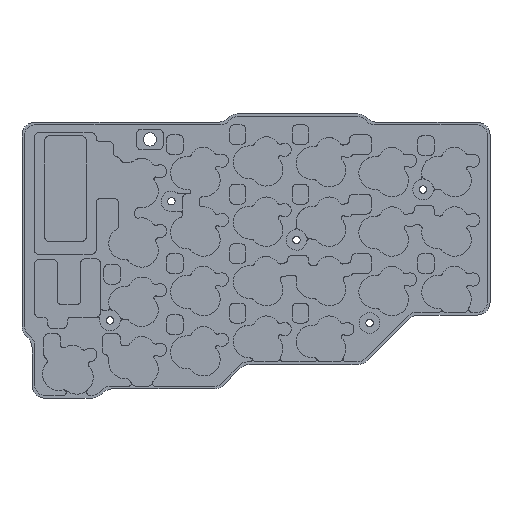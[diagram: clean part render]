
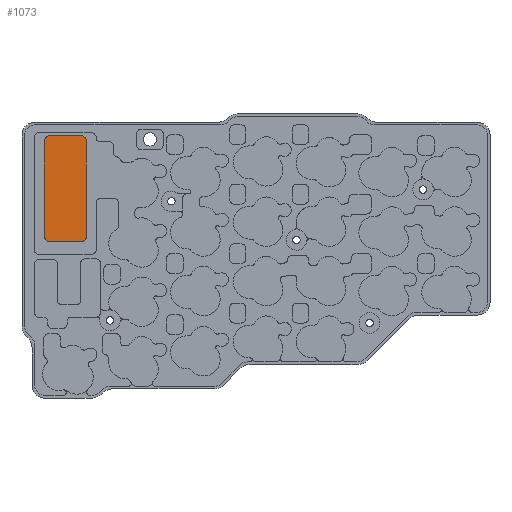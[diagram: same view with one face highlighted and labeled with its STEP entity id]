
A CAD part, top view. The second image highlights one B-rep face of the part: STEP entity #1073.
In plain terms, the highlighted planar face has unit normal (0, 0, 1).
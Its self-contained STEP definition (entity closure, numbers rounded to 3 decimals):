
#998=CARTESIAN_POINT('',(0.,0.,-2.6));
#999=DIRECTION('',(0.,0.,1.));
#1000=DIRECTION('',(1.,0.,0.));
#1001=AXIS2_PLACEMENT_3D('',#998,#999,#1000);
#1002=PLANE('',#1001);
#1003=CARTESIAN_POINT('',(-1.517,-39.055,-2.6));
#1004=VERTEX_POINT('',#1003);
#1005=CARTESIAN_POINT('',(-3.017,-40.555,-2.6));
#1006=VERTEX_POINT('',#1005);
#1007=CARTESIAN_POINT('',(-1.517,-40.555,-2.6));
#1008=DIRECTION('',(0.,0.,1.));
#1009=DIRECTION('',(1.,0.,-0.));
#1010=AXIS2_PLACEMENT_3D('',#1007,#1008,#1009);
#1011=CIRCLE('',#1010,1.5);
#1012=EDGE_CURVE('',#1004,#1006,#1011,.T.);
#1013=ORIENTED_EDGE('',*,*,#1012,.T.);
#1014=CARTESIAN_POINT('',(-3.017,-69.465,-2.6));
#1015=VERTEX_POINT('',#1014);
#1016=CARTESIAN_POINT('',(-3.017,-69.465,-2.6));
#1017=DIRECTION('',(0.,1.,0.));
#1018=VECTOR('',#1017,28.91);
#1019=LINE('',#1016,#1018);
#1020=EDGE_CURVE('',#1015,#1006,#1019,.T.);
#1021=ORIENTED_EDGE('',*,*,#1020,.F.);
#1022=CARTESIAN_POINT('',(-1.517,-70.965,-2.6));
#1023=VERTEX_POINT('',#1022);
#1024=CARTESIAN_POINT('',(-1.517,-69.465,-2.6));
#1025=DIRECTION('',(0.,0.,1.));
#1026=DIRECTION('',(1.,0.,-0.));
#1027=AXIS2_PLACEMENT_3D('',#1024,#1025,#1026);
#1028=CIRCLE('',#1027,1.5);
#1029=EDGE_CURVE('',#1015,#1023,#1028,.T.);
#1030=ORIENTED_EDGE('',*,*,#1029,.T.);
#1031=CARTESIAN_POINT('',(8.183,-70.965,-2.6));
#1032=VERTEX_POINT('',#1031);
#1033=CARTESIAN_POINT('',(8.183,-70.965,-2.6));
#1034=DIRECTION('',(-1.,0.,0.));
#1035=VECTOR('',#1034,9.7);
#1036=LINE('',#1033,#1035);
#1037=EDGE_CURVE('',#1032,#1023,#1036,.T.);
#1038=ORIENTED_EDGE('',*,*,#1037,.F.);
#1039=CARTESIAN_POINT('',(9.683,-69.465,-2.6));
#1040=VERTEX_POINT('',#1039);
#1041=CARTESIAN_POINT('',(8.183,-69.465,-2.6));
#1042=DIRECTION('',(0.,0.,1.));
#1043=DIRECTION('',(1.,0.,-0.));
#1044=AXIS2_PLACEMENT_3D('',#1041,#1042,#1043);
#1045=CIRCLE('',#1044,1.5);
#1046=EDGE_CURVE('',#1032,#1040,#1045,.T.);
#1047=ORIENTED_EDGE('',*,*,#1046,.T.);
#1048=CARTESIAN_POINT('',(9.683,-40.555,-2.6));
#1049=VERTEX_POINT('',#1048);
#1050=CARTESIAN_POINT('',(9.683,-69.465,-2.6));
#1051=DIRECTION('',(0.,1.,0.));
#1052=VECTOR('',#1051,28.91);
#1053=LINE('',#1050,#1052);
#1054=EDGE_CURVE('',#1040,#1049,#1053,.T.);
#1055=ORIENTED_EDGE('',*,*,#1054,.T.);
#1056=CARTESIAN_POINT('',(8.183,-39.055,-2.6));
#1057=VERTEX_POINT('',#1056);
#1058=CARTESIAN_POINT('',(8.183,-40.555,-2.6));
#1059=DIRECTION('',(0.,0.,1.));
#1060=DIRECTION('',(1.,0.,-0.));
#1061=AXIS2_PLACEMENT_3D('',#1058,#1059,#1060);
#1062=CIRCLE('',#1061,1.5);
#1063=EDGE_CURVE('',#1049,#1057,#1062,.T.);
#1064=ORIENTED_EDGE('',*,*,#1063,.T.);
#1065=CARTESIAN_POINT('',(8.183,-39.055,-2.6));
#1066=DIRECTION('',(-1.,0.,0.));
#1067=VECTOR('',#1066,9.7);
#1068=LINE('',#1065,#1067);
#1069=EDGE_CURVE('',#1057,#1004,#1068,.T.);
#1070=ORIENTED_EDGE('',*,*,#1069,.T.);
#1071=EDGE_LOOP('',(#1013,#1021,#1030,#1038,#1047,#1055,#1064,#1070));
#1072=FACE_BOUND('',#1071,.T.);
#1073=ADVANCED_FACE('',(#1072),#1002,.T.);
